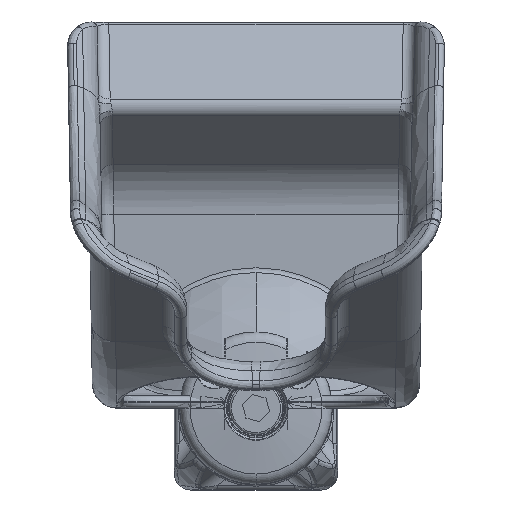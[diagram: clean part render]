
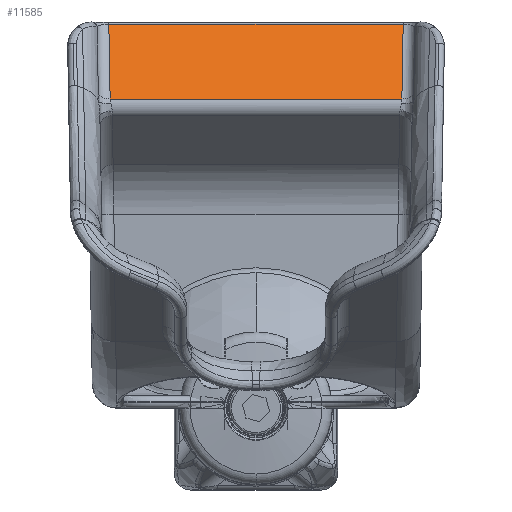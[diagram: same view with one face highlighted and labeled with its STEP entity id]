
A CAD part, top view. The second image highlights one B-rep face of the part: STEP entity #11585.
In plain terms, the highlighted planar face has unit normal (0, 0.602, 0.799).
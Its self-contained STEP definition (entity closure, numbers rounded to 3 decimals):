
#2976 = EDGE_CURVE ( 'NONE', #59599, #53572, #50423, .T. ) ;
#6511 = CARTESIAN_POINT ( 'NONE',  ( -35.732, 75.719, 36.429 ) ) ;
#11585 = ADVANCED_FACE ( 'NONE', ( #56159 ), #42512, .F. ) ;
#12384 = LINE ( 'NONE', #61369, #20115 ) ;
#13093 = EDGE_LOOP ( 'NONE', ( #25349, #69480, #59518, #83113 ) ) ;
#18244 = VECTOR ( 'NONE', #49513, 1000. ) ;
#18373 = LINE ( 'NONE', #40472, #88765 ) ;
#19948 = DIRECTION ( 'NONE',  ( 0., -0.602, -0.799 ) ) ;
#20115 = VECTOR ( 'NONE', #26094, 1000. ) ;
#20815 = CARTESIAN_POINT ( 'NONE',  ( -39., 75.719, 36.429 ) ) ;
#20882 = CARTESIAN_POINT ( 'NONE',  ( -39., 94.6, 22.201 ) ) ;
#25349 = ORIENTED_EDGE ( 'NONE', *, *, #42200, .T. ) ;
#26094 = DIRECTION ( 'NONE',  ( 0.014, 0.799, -0.602 ) ) ;
#26128 = CARTESIAN_POINT ( 'NONE',  ( 35.732, 75.719, 36.429 ) ) ;
#26595 = CARTESIAN_POINT ( 'NONE',  ( -36.052, 94.043, 22.622 ) ) ;
#33217 = LINE ( 'NONE', #70314, #47491 ) ;
#38664 = VERTEX_POINT ( 'NONE', #89302 ) ;
#40472 = CARTESIAN_POINT ( 'NONE',  ( -39., 94.043, 22.622 ) ) ;
#42200 = EDGE_CURVE ( 'NONE', #53572, #38664, #12384, .T. ) ;
#42512 = PLANE ( 'NONE',  #87611 ) ;
#47491 = VECTOR ( 'NONE', #91549, 1000. ) ;
#47979 = DIRECTION ( 'NONE',  ( -1., 0., 0. ) ) ;
#49513 = DIRECTION ( 'NONE',  ( 1., 0., 0. ) ) ;
#50423 = LINE ( 'NONE', #20815, #18244 ) ;
#53572 = VERTEX_POINT ( 'NONE', #26128 ) ;
#56159 = FACE_OUTER_BOUND ( 'NONE', #13093, .T. ) ;
#59518 = ORIENTED_EDGE ( 'NONE', *, *, #73889, .T. ) ;
#59599 = VERTEX_POINT ( 'NONE', #6511 ) ;
#61369 = CARTESIAN_POINT ( 'NONE',  ( 36.047, 93.764, 22.831 ) ) ;
#69480 = ORIENTED_EDGE ( 'NONE', *, *, #87147, .T. ) ;
#70314 = CARTESIAN_POINT ( 'NONE',  ( -36.062, 94.633, 22.177 ) ) ;
#73889 = EDGE_CURVE ( 'NONE', #86466, #59599, #33217, .T. ) ;
#83113 = ORIENTED_EDGE ( 'NONE', *, *, #2976, .T. ) ;
#84900 = DIRECTION ( 'NONE',  ( 0., 0.799, -0.602 ) ) ;
#86466 = VERTEX_POINT ( 'NONE', #26595 ) ;
#87147 = EDGE_CURVE ( 'NONE', #38664, #86466, #18373, .T. ) ;
#87611 = AXIS2_PLACEMENT_3D ( 'NONE', #20882, #19948, #84900 ) ;
#88765 = VECTOR ( 'NONE', #47979, 1000. ) ;
#89302 = CARTESIAN_POINT ( 'NONE',  ( 36.052, 94.043, 22.622 ) ) ;
#91549 = DIRECTION ( 'NONE',  ( 0.014, -0.799, 0.602 ) ) ;
